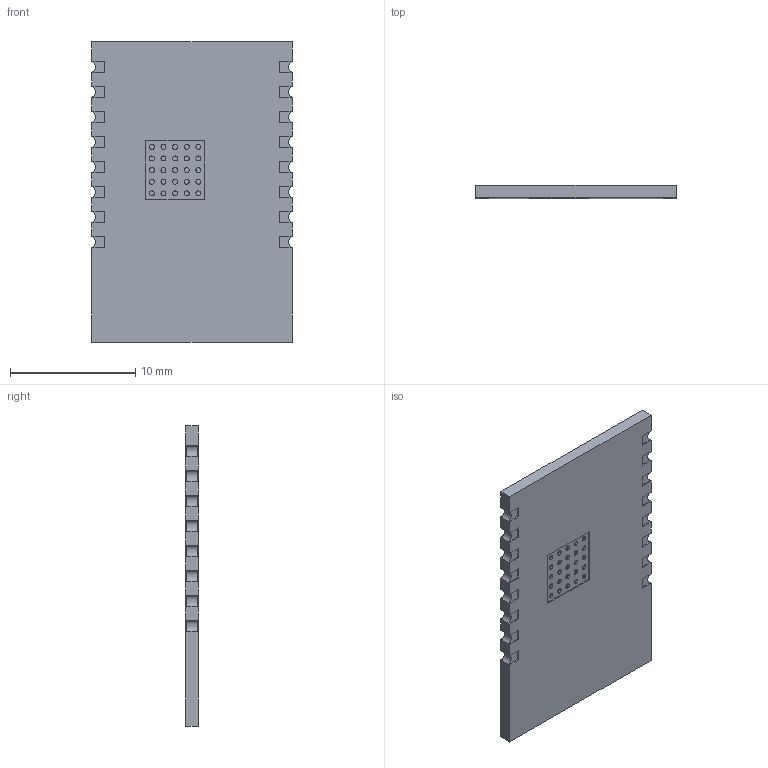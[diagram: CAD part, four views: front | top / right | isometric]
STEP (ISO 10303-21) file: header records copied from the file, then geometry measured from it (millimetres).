
FILE_DESCRIPTION (( 'STEP AP214' ), '1' );
FILE_NAME ('bw16_pad_ok.STEP', '2021-07-29T15:22:24', ( '' ), ( '' ), 'SwSTEP 2.0', 'SolidWorks 2019', '' );
FILE_SCHEMA (( 'AUTOMOTIVE_DESIGN' ));
Length unit declared in the file: millimetre
Products named in the file (1): bw16_pad_ok
Bounding box: 16 x 1 x 24 mm (x, y, z)
Volume: 376.8 mm3; surface area: 856.4 mm2
Topology: 1 solids, 1 shells, 246 faces, 590 edges, 372 vertices
Faces by surface type: plane 180, cylinder 66
Entity records: 7068 total; most frequent: DIRECTION 1216, CARTESIAN_POINT 1209, ORIENTED_EDGE 1180, EDGE_CURVE 590, LINE 458, VECTOR 458, AXIS2_PLACEMENT_3D 379, VERTEX_POINT 372
